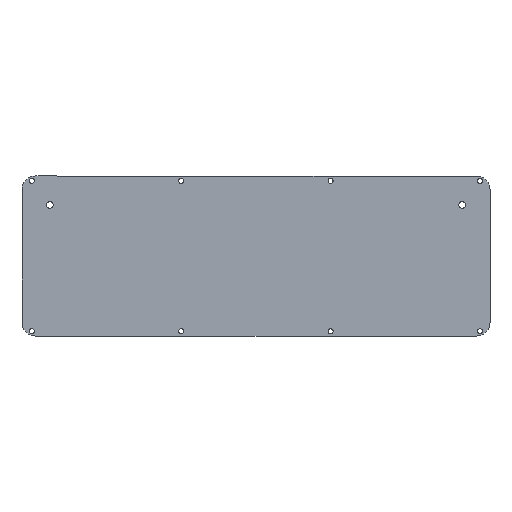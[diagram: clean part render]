
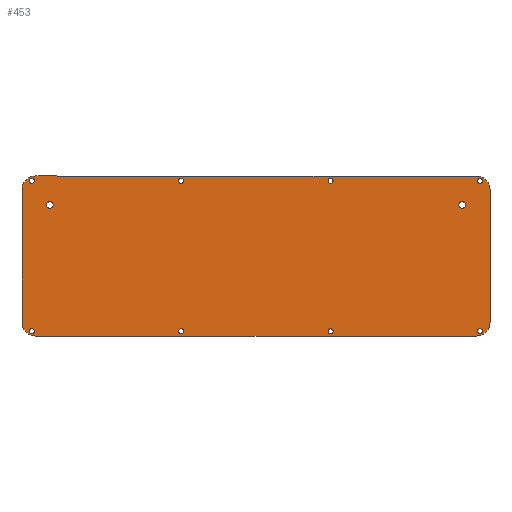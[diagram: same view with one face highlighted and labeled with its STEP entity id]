
A CAD part, top view. The second image highlights one B-rep face of the part: STEP entity #453.
In plain terms, the highlighted planar face has unit normal (0, 0, 1).
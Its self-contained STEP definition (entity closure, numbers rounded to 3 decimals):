
#15=FACE_BOUND('',#86,.T.);
#16=FACE_BOUND('',#87,.T.);
#17=FACE_BOUND('',#88,.T.);
#18=FACE_BOUND('',#89,.T.);
#19=FACE_BOUND('',#90,.T.);
#20=FACE_BOUND('',#91,.T.);
#21=FACE_BOUND('',#92,.T.);
#22=FACE_BOUND('',#93,.T.);
#23=FACE_BOUND('',#94,.T.);
#24=FACE_BOUND('',#95,.T.);
#41=PLANE('',#517);
#63=FACE_OUTER_BOUND('',#85,.T.);
#85=EDGE_LOOP('',(#379,#380,#381,#382,#383,#384,#385,#386,#387,#388));
#86=EDGE_LOOP('',(#389));
#87=EDGE_LOOP('',(#390));
#88=EDGE_LOOP('',(#391));
#89=EDGE_LOOP('',(#392));
#90=EDGE_LOOP('',(#393));
#91=EDGE_LOOP('',(#394));
#92=EDGE_LOOP('',(#395));
#93=EDGE_LOOP('',(#396));
#94=EDGE_LOOP('',(#397));
#95=EDGE_LOOP('',(#398));
#119=LINE('',#725,#151);
#123=LINE('',#737,#155);
#127=LINE('',#749,#159);
#131=LINE('',#761,#163);
#134=LINE('',#767,#166);
#137=LINE('',#772,#169);
#151=VECTOR('',#601,10.);
#155=VECTOR('',#613,10.);
#159=VECTOR('',#625,10.);
#163=VECTOR('',#637,10.);
#166=VECTOR('',#642,10.);
#169=VECTOR('',#647,10.);
#172=CIRCLE('',#471,2.25);
#174=CIRCLE('',#474,1.7);
#176=CIRCLE('',#477,1.7);
#178=CIRCLE('',#480,1.7);
#180=CIRCLE('',#483,1.7);
#182=CIRCLE('',#486,1.7);
#184=CIRCLE('',#489,1.7);
#186=CIRCLE('',#492,2.25);
#188=CIRCLE('',#495,1.7);
#190=CIRCLE('',#498,1.7);
#191=CIRCLE('',#500,9.045);
#193=CIRCLE('',#504,9.265);
#195=CIRCLE('',#508,9.265);
#197=CIRCLE('',#512,9.265);
#200=VERTEX_POINT('',#657);
#202=VERTEX_POINT('',#663);
#204=VERTEX_POINT('',#669);
#206=VERTEX_POINT('',#675);
#208=VERTEX_POINT('',#681);
#210=VERTEX_POINT('',#687);
#212=VERTEX_POINT('',#693);
#214=VERTEX_POINT('',#699);
#216=VERTEX_POINT('',#705);
#218=VERTEX_POINT('',#711);
#219=VERTEX_POINT('',#715);
#220=VERTEX_POINT('',#716);
#223=VERTEX_POINT('',#724);
#225=VERTEX_POINT('',#730);
#227=VERTEX_POINT('',#736);
#229=VERTEX_POINT('',#742);
#231=VERTEX_POINT('',#748);
#233=VERTEX_POINT('',#754);
#235=VERTEX_POINT('',#760);
#237=VERTEX_POINT('',#766);
#241=EDGE_CURVE('',#200,#200,#172,.T.);
#244=EDGE_CURVE('',#202,#202,#174,.T.);
#247=EDGE_CURVE('',#204,#204,#176,.T.);
#250=EDGE_CURVE('',#206,#206,#178,.T.);
#253=EDGE_CURVE('',#208,#208,#180,.T.);
#256=EDGE_CURVE('',#210,#210,#182,.T.);
#259=EDGE_CURVE('',#212,#212,#184,.T.);
#262=EDGE_CURVE('',#214,#214,#186,.T.);
#265=EDGE_CURVE('',#216,#216,#188,.T.);
#268=EDGE_CURVE('',#218,#218,#190,.T.);
#269=EDGE_CURVE('',#219,#220,#191,.T.);
#273=EDGE_CURVE('',#220,#223,#119,.T.);
#276=EDGE_CURVE('',#223,#225,#193,.T.);
#279=EDGE_CURVE('',#225,#227,#123,.T.);
#282=EDGE_CURVE('',#227,#229,#195,.T.);
#285=EDGE_CURVE('',#229,#231,#127,.T.);
#288=EDGE_CURVE('',#231,#233,#197,.T.);
#291=EDGE_CURVE('',#235,#233,#131,.T.);
#294=EDGE_CURVE('',#237,#235,#134,.T.);
#297=EDGE_CURVE('',#237,#219,#137,.T.);
#379=ORIENTED_EDGE('',*,*,#297,.T.);
#380=ORIENTED_EDGE('',*,*,#269,.T.);
#381=ORIENTED_EDGE('',*,*,#273,.T.);
#382=ORIENTED_EDGE('',*,*,#276,.T.);
#383=ORIENTED_EDGE('',*,*,#279,.T.);
#384=ORIENTED_EDGE('',*,*,#282,.T.);
#385=ORIENTED_EDGE('',*,*,#285,.T.);
#386=ORIENTED_EDGE('',*,*,#288,.T.);
#387=ORIENTED_EDGE('',*,*,#291,.F.);
#388=ORIENTED_EDGE('',*,*,#294,.F.);
#389=ORIENTED_EDGE('',*,*,#268,.T.);
#390=ORIENTED_EDGE('',*,*,#265,.T.);
#391=ORIENTED_EDGE('',*,*,#262,.T.);
#392=ORIENTED_EDGE('',*,*,#259,.T.);
#393=ORIENTED_EDGE('',*,*,#256,.T.);
#394=ORIENTED_EDGE('',*,*,#253,.T.);
#395=ORIENTED_EDGE('',*,*,#250,.T.);
#396=ORIENTED_EDGE('',*,*,#247,.T.);
#397=ORIENTED_EDGE('',*,*,#244,.T.);
#398=ORIENTED_EDGE('',*,*,#241,.T.);
#453=ADVANCED_FACE('',(#63,#15,#16,#17,#18,#19,#20,#21,#22,#23,#24),#41,
 .T.);
#471=AXIS2_PLACEMENT_3D('',#659,#526,#527);
#474=AXIS2_PLACEMENT_3D('',#665,#533,#534);
#477=AXIS2_PLACEMENT_3D('',#671,#540,#541);
#480=AXIS2_PLACEMENT_3D('',#677,#547,#548);
#483=AXIS2_PLACEMENT_3D('',#683,#554,#555);
#486=AXIS2_PLACEMENT_3D('',#689,#561,#562);
#489=AXIS2_PLACEMENT_3D('',#695,#568,#569);
#492=AXIS2_PLACEMENT_3D('',#701,#575,#576);
#495=AXIS2_PLACEMENT_3D('',#707,#582,#583);
#498=AXIS2_PLACEMENT_3D('',#713,#589,#590);
#500=AXIS2_PLACEMENT_3D('',#717,#593,#594);
#504=AXIS2_PLACEMENT_3D('',#731,#606,#607);
#508=AXIS2_PLACEMENT_3D('',#743,#618,#619);
#512=AXIS2_PLACEMENT_3D('',#755,#630,#631);
#517=AXIS2_PLACEMENT_3D('',#774,#649,#650);
#526=DIRECTION('center_axis',(0.,0.,-1.));
#527=DIRECTION('ref_axis',(1.,0.,0.));
#533=DIRECTION('center_axis',(0.,0.,-1.));
#534=DIRECTION('ref_axis',(1.,0.,0.));
#540=DIRECTION('center_axis',(0.,0.,-1.));
#541=DIRECTION('ref_axis',(1.,0.,0.));
#547=DIRECTION('center_axis',(0.,0.,-1.));
#548=DIRECTION('ref_axis',(1.,0.,0.));
#554=DIRECTION('center_axis',(0.,0.,-1.));
#555=DIRECTION('ref_axis',(1.,0.,0.));
#561=DIRECTION('center_axis',(0.,0.,-1.));
#562=DIRECTION('ref_axis',(1.,0.,0.));
#568=DIRECTION('center_axis',(0.,0.,-1.));
#569=DIRECTION('ref_axis',(1.,0.,0.));
#575=DIRECTION('center_axis',(0.,0.,-1.));
#576=DIRECTION('ref_axis',(1.,0.,0.));
#582=DIRECTION('center_axis',(0.,0.,-1.));
#583=DIRECTION('ref_axis',(1.,0.,0.));
#589=DIRECTION('center_axis',(0.,0.,-1.));
#590=DIRECTION('ref_axis',(1.,0.,0.));
#593=DIRECTION('center_axis',(0.,0.,1.));
#594=DIRECTION('ref_axis',(0.,1.,0.));
#601=DIRECTION('',(0.,-1.,0.));
#606=DIRECTION('center_axis',(0.,0.,1.));
#607=DIRECTION('ref_axis',(-1.,0.,0.));
#613=DIRECTION('',(1.,0.,0.));
#618=DIRECTION('center_axis',(0.,0.,1.));
#619=DIRECTION('ref_axis',(0.,-1.,0.));
#625=DIRECTION('',(0.,1.,0.));
#630=DIRECTION('center_axis',(0.,0.,1.));
#631=DIRECTION('ref_axis',(1.,0.,0.));
#637=DIRECTION('',(1.,0.,0.));
#642=DIRECTION('',(1.,-0.002,0.));
#647=DIRECTION('',(-1.,0.,0.));
#649=DIRECTION('center_axis',(0.,0.,1.));
#650=DIRECTION('ref_axis',(1.,0.,0.));
#657=CARTESIAN_POINT('',(74.75,-108.,-3.9));
#659=CARTESIAN_POINT('Origin',(77.,-108.,-3.9));
#663=CARTESIAN_POINT('',(63.167,-91.733,-3.9));
#665=CARTESIAN_POINT('Origin',(64.867,-91.733,-3.9));
#669=CARTESIAN_POINT('',(63.167,-193.223,-3.9));
#671=CARTESIAN_POINT('Origin',(64.867,-193.223,-3.9));
#675=CARTESIAN_POINT('',(163.955,-193.223,-3.9));
#677=CARTESIAN_POINT('Origin',(165.655,-193.223,-3.9));
#681=CARTESIAN_POINT('',(365.531,-91.788,-3.9));
#683=CARTESIAN_POINT('Origin',(367.231,-91.788,-3.9));
#687=CARTESIAN_POINT('',(264.743,-91.788,-3.9));
#689=CARTESIAN_POINT('Origin',(266.443,-91.788,-3.9));
#693=CARTESIAN_POINT('',(365.531,-193.223,-3.9));
#695=CARTESIAN_POINT('Origin',(367.231,-193.223,-3.9));
#699=CARTESIAN_POINT('',(352.962,-108.,-3.9));
#701=CARTESIAN_POINT('Origin',(355.212,-108.,-3.9));
#705=CARTESIAN_POINT('',(163.955,-91.788,-3.9));
#707=CARTESIAN_POINT('Origin',(165.655,-91.788,-3.9));
#711=CARTESIAN_POINT('',(264.743,-193.223,-3.9));
#713=CARTESIAN_POINT('Origin',(266.443,-193.223,-3.9));
#715=CARTESIAN_POINT('',(67.296,-88.487,-3.9));
#716=CARTESIAN_POINT('',(58.251,-97.532,-3.9));
#717=CARTESIAN_POINT('Origin',(67.296,-97.532,-3.9));
#724=CARTESIAN_POINT('',(58.251,-187.203,-3.9));
#725=CARTESIAN_POINT('',(58.251,-97.532,-3.9));
#730=CARTESIAN_POINT('',(67.516,-196.467,-3.9));
#731=CARTESIAN_POINT('Origin',(67.516,-187.203,-3.9));
#736=CARTESIAN_POINT('',(364.696,-196.467,-3.9));
#737=CARTESIAN_POINT('',(67.516,-196.467,-3.9));
#742=CARTESIAN_POINT('',(373.961,-187.203,-3.9));
#743=CARTESIAN_POINT('Origin',(364.696,-187.203,-3.9));
#748=CARTESIAN_POINT('',(373.961,-97.795,-3.9));
#749=CARTESIAN_POINT('',(373.961,-187.203,-3.9));
#754=CARTESIAN_POINT('',(364.706,-88.53,-3.9));
#755=CARTESIAN_POINT('Origin',(364.696,-97.795,-3.9));
#760=CARTESIAN_POINT('',(95.079,-88.539,-3.9));
#761=CARTESIAN_POINT('',(95.079,-88.539,-3.9));
#766=CARTESIAN_POINT('',(69.14,-88.487,-3.9));
#767=CARTESIAN_POINT('',(69.14,-88.487,-3.9));
#772=CARTESIAN_POINT('',(69.14,-88.487,-3.9));
#774=CARTESIAN_POINT('Origin',(216.106,-142.477,-3.9));
